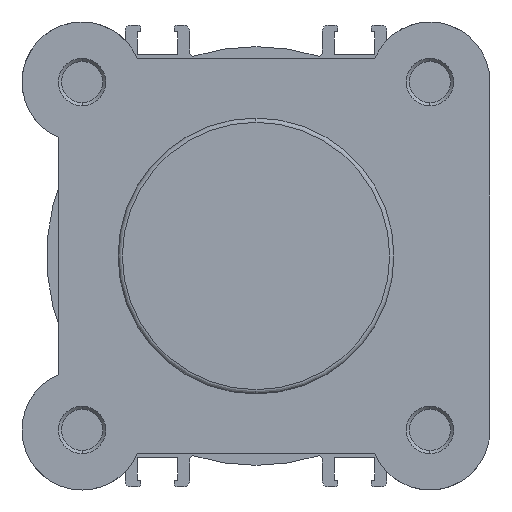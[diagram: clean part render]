
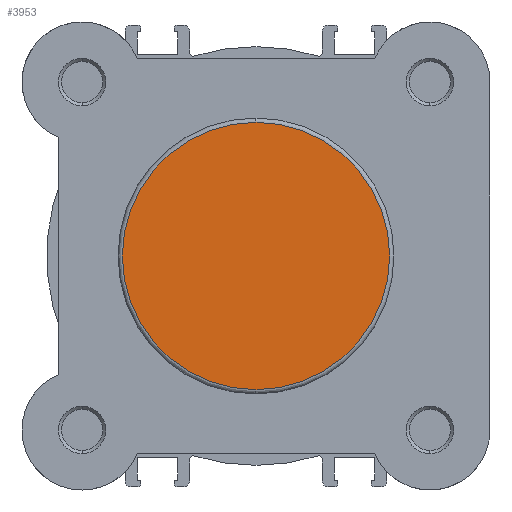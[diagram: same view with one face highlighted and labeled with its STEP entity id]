
A CAD part, left-side view. The second image highlights one B-rep face of the part: STEP entity #3953.
In plain terms, the highlighted planar face has unit normal (-1, 0, 0).
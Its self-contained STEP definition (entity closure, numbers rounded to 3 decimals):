
#254 = VERTEX_POINT ( 'NONE', #5737 ) ;
#281 = VERTEX_POINT ( 'NONE', #5764 ) ;
#640 = EDGE_CURVE ( 'NONE', #254, #281, #6684, .T. ) ;
#763 = EDGE_CURVE ( 'NONE', #281, #254, #6860, .T. ) ;
#1000 = AXIS2_PLACEMENT_3D ( 'NONE', #6580, #6593, #6594 ) ;
#1061 = AXIS2_PLACEMENT_3D ( 'NONE', #2196, #2197, #2198 ) ;
#1151 = AXIS2_PLACEMENT_3D ( 'NONE', #2550, #2577, #2578 ) ;
#1884 = EDGE_LOOP ( 'NONE', ( #4253, #4252 ) ) ;
#2196 = CARTESIAN_POINT ( 'NONE',  ( 0., 0., 0. ) ) ;
#2197 = DIRECTION ( 'NONE',  ( -1., 0., 0. ) ) ;
#2198 = DIRECTION ( 'NONE',  ( 0., 0., -1. ) ) ;
#2529 = PLANE ( 'NONE',  #1151 ) ;
#2550 = CARTESIAN_POINT ( 'NONE',  ( 0., 22.4, 0. ) ) ;
#2577 = DIRECTION ( 'NONE',  ( 1., 0., 0. ) ) ;
#2578 = DIRECTION ( 'NONE',  ( 0., 0., -1. ) ) ;
#3953 = ADVANCED_FACE ( 'NONE', ( #7054 ), #2529, .F. ) ;
#4252 = ORIENTED_EDGE ( 'NONE', *, *, #763, .T. ) ;
#4253 = ORIENTED_EDGE ( 'NONE', *, *, #640, .T. ) ;
#5737 = CARTESIAN_POINT ( 'NONE',  ( 0., 0., -21.7 ) ) ;
#5764 = CARTESIAN_POINT ( 'NONE',  ( 0., 0., 21.7 ) ) ;
#6580 = CARTESIAN_POINT ( 'NONE',  ( 0., 0., 0. ) ) ;
#6593 = DIRECTION ( 'NONE',  ( -1., 0., 0. ) ) ;
#6594 = DIRECTION ( 'NONE',  ( 0., 0., -1. ) ) ;
#6684 = CIRCLE ( 'NONE', #1000, 21.7 ) ;
#6860 = CIRCLE ( 'NONE', #1061, 21.7 ) ;
#7054 = FACE_OUTER_BOUND ( 'NONE', #1884, .T. ) ;
